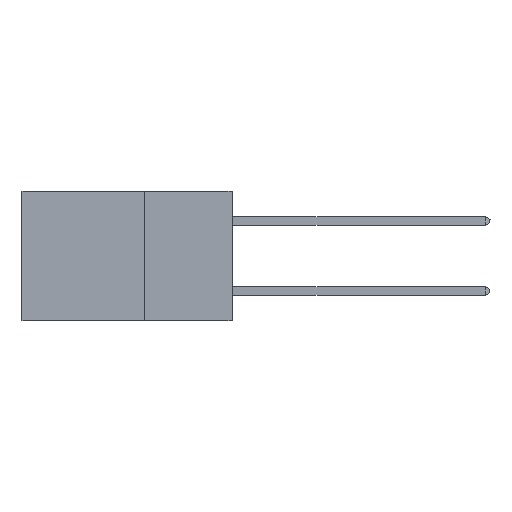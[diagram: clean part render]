
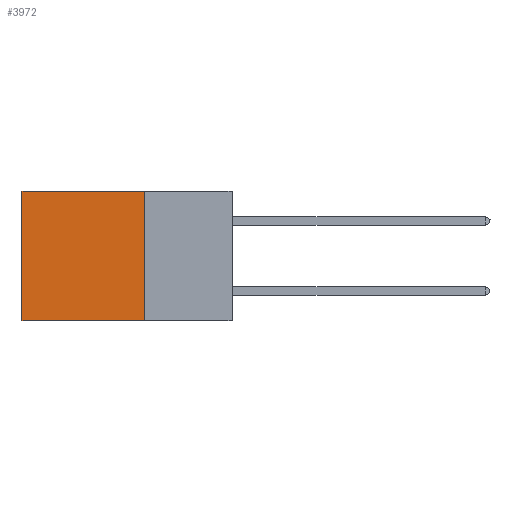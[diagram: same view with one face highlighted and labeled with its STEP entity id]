
A CAD part, left-side view. The second image highlights one B-rep face of the part: STEP entity #3972.
In plain terms, the highlighted planar face has unit normal (-1, 0, 0).
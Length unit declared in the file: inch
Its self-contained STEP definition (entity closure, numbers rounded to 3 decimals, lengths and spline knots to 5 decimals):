
#171 = VECTOR ( 'NONE', #14275, 39.37008 ) ;
#1970 = VECTOR ( 'NONE', #6317, 39.37008 ) ;
#2832 = PLANE ( 'NONE',  #11436 ) ;
#3920 = VERTEX_POINT ( 'NONE', #4780 ) ;
#3972 = ADVANCED_FACE ( 'NONE', ( #9046 ), #2832, .F. ) ;
#4420 = EDGE_CURVE ( 'NONE', #16737, #11691, #19001, .T. ) ;
#4625 = LINE ( 'NONE', #20457, #1970 ) ;
#4780 = CARTESIAN_POINT ( 'NONE',  ( 0.2875, 0.6, 0. ) ) ;
#4904 = DIRECTION ( 'NONE',  ( 1., 0., 0. ) ) ;
#6231 = EDGE_CURVE ( 'NONE', #16737, #3920, #14855, .T. ) ;
#6317 = DIRECTION ( 'NONE',  ( 0., 1., 0. ) ) ;
#7324 = EDGE_CURVE ( 'NONE', #3920, #10249, #8137, .T. ) ;
#8137 = LINE ( 'NONE', #16353, #171 ) ;
#8710 = EDGE_LOOP ( 'NONE', ( #17690, #18329, #11367, #20918 ) ) ;
#9046 = FACE_OUTER_BOUND ( 'NONE', #8710, .T. ) ;
#10249 = VERTEX_POINT ( 'NONE', #15322 ) ;
#10741 = CARTESIAN_POINT ( 'NONE',  ( 0.2875, 0.25, 0. ) ) ;
#11367 = ORIENTED_EDGE ( 'NONE', *, *, #4420, .F. ) ;
#11436 = AXIS2_PLACEMENT_3D ( 'NONE', #10741, #4904, #18648 ) ;
#11691 = VERTEX_POINT ( 'NONE', #17138 ) ;
#12654 = DIRECTION ( 'NONE',  ( 0., 1., 0. ) ) ;
#13771 = EDGE_CURVE ( 'NONE', #11691, #10249, #4625, .T. ) ;
#14275 = DIRECTION ( 'NONE',  ( 0., 0., -1. ) ) ;
#14855 = LINE ( 'NONE', #22750, #17503 ) ;
#15322 = CARTESIAN_POINT ( 'NONE',  ( 0.2875, 0.6, -0.37 ) ) ;
#15609 = CARTESIAN_POINT ( 'NONE',  ( 0.2875, 0.25, 0. ) ) ;
#16353 = CARTESIAN_POINT ( 'NONE',  ( 0.2875, 0.6, 0. ) ) ;
#16737 = VERTEX_POINT ( 'NONE', #15609 ) ;
#16817 = DIRECTION ( 'NONE',  ( 0., 0., -1. ) ) ;
#16931 = VECTOR ( 'NONE', #16817, 39.37008 ) ;
#17138 = CARTESIAN_POINT ( 'NONE',  ( 0.2875, 0.25, -0.37 ) ) ;
#17503 = VECTOR ( 'NONE', #12654, 39.37008 ) ;
#17690 = ORIENTED_EDGE ( 'NONE', *, *, #7324, .T. ) ;
#18329 = ORIENTED_EDGE ( 'NONE', *, *, #13771, .F. ) ;
#18648 = DIRECTION ( 'NONE',  ( 0., 0., -1. ) ) ;
#19001 = LINE ( 'NONE', #24326, #16931 ) ;
#20457 = CARTESIAN_POINT ( 'NONE',  ( 0.2875, 0.25, -0.37 ) ) ;
#20918 = ORIENTED_EDGE ( 'NONE', *, *, #6231, .T. ) ;
#22750 = CARTESIAN_POINT ( 'NONE',  ( 0.2875, 0.25, 0. ) ) ;
#24326 = CARTESIAN_POINT ( 'NONE',  ( 0.2875, 0.25, 0. ) ) ;
